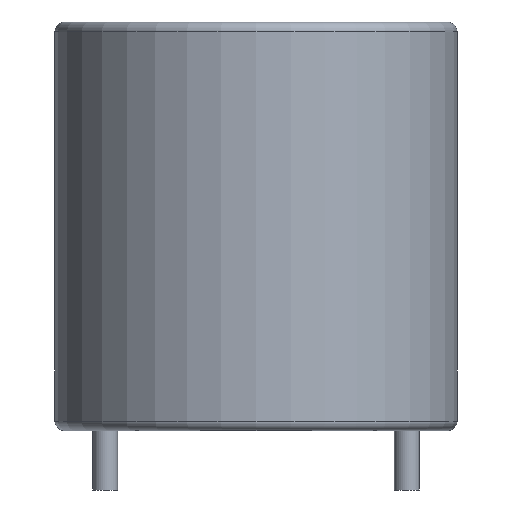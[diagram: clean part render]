
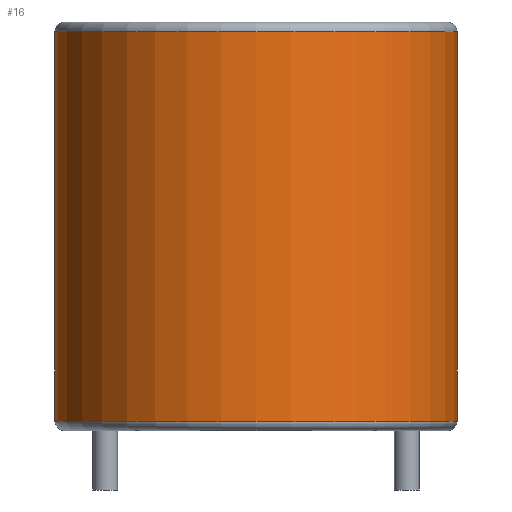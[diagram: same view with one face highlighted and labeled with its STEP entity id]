
A CAD part, front view. The second image highlights one B-rep face of the part: STEP entity #16.
In plain terms, the highlighted cylindrical face has radius 10.5 mm (diameter 21 mm), a full revolution.
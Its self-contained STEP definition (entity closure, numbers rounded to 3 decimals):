
#12=DIRECTION('',(0.,0.,1.));
#16=ADVANCED_FACE('',(#17),#40,.T.);
#17=FACE_BOUND('',#18,.F.);
#18=EDGE_LOOP('',(#19,#28,#34,#35));
#19=ORIENTED_EDGE('',*,*,#20,.T.);
#20=EDGE_CURVE('',#21,#23,#25,.T.);
#21=VERTEX_POINT('',#22);
#22=CARTESIAN_POINT('',(18.375,0.,0.6));
#23=VERTEX_POINT('',#24);
#24=CARTESIAN_POINT('',(18.375,0.,20.94));
#25=LINE('',#26,#27);
#26=CARTESIAN_POINT('',(18.375,0.,0.1));
#27=VECTOR('',#12,1.);
#28=ORIENTED_EDGE('',*,*,#29,.T.);
#29=EDGE_CURVE('',#23,#23,#30,.T.);
#30=CIRCLE('',#31,10.5);
#31=AXIS2_PLACEMENT_3D('',#32,#12,#33);
#32=CARTESIAN_POINT('',(7.875,0.,20.94));
#33=DIRECTION('',(1.,0.,0.));
#34=ORIENTED_EDGE('',*,*,#20,.F.);
#35=ORIENTED_EDGE('',*,*,#36,.F.);
#36=EDGE_CURVE('',#21,#21,#37,.T.);
#37=CIRCLE('',#38,10.5);
#38=AXIS2_PLACEMENT_3D('',#39,#12,#33);
#39=CARTESIAN_POINT('',(7.875,0.,0.6));
#40=CYLINDRICAL_SURFACE('',#41,10.5);
#41=AXIS2_PLACEMENT_3D('',#42,#43,#33);
#42=CARTESIAN_POINT('',(7.875,0.,0.1));
#43=DIRECTION('',(0.,0.,-1.));
